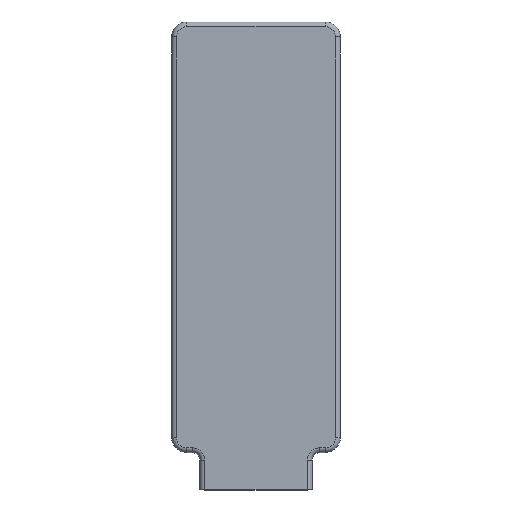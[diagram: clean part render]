
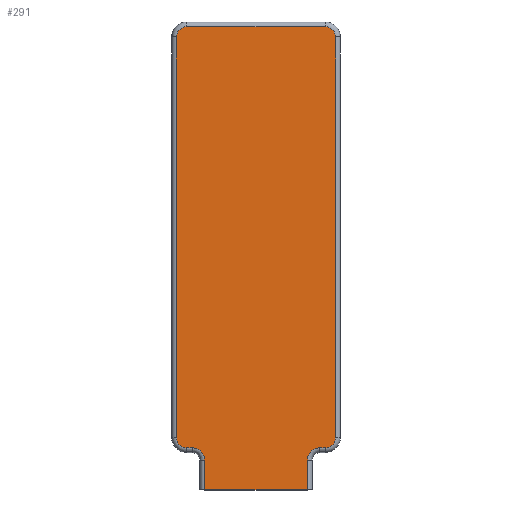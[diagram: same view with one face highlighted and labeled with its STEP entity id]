
A CAD part, top view. The second image highlights one B-rep face of the part: STEP entity #291.
In plain terms, the highlighted planar face has unit normal (0, 0, 1).
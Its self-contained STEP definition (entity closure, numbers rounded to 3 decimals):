
#18=PLANE('',#353);
#40=FACE_OUTER_BOUND('',#56,.T.);
#56=EDGE_LOOP('',(#255,#256,#257,#258,#259,#260,#261,#262,#263,#264,#265,
#266,#267,#268));
#58=LINE('',#465,#74);
#59=LINE('',#476,#75);
#61=LINE('',#488,#77);
#63=LINE('',#500,#79);
#65=LINE('',#512,#81);
#67=LINE('',#524,#83);
#69=LINE('',#536,#85);
#72=LINE('',#541,#88);
#74=VECTOR('',#363,10.);
#75=VECTOR('',#376,10.);
#77=VECTOR('',#390,10.);
#79=VECTOR('',#404,10.);
#81=VECTOR('',#418,10.);
#83=VECTOR('',#432,10.);
#85=VECTOR('',#446,10.);
#88=VECTOR('',#453,10.);
#92=CIRCLE('',#317,3.25);
#96=CIRCLE('',#323,2.75);
#100=CIRCLE('',#329,2.75);
#104=CIRCLE('',#335,2.75);
#108=CIRCLE('',#341,2.75);
#112=CIRCLE('',#347,3.25);
#115=VERTEX_POINT('',#458);
#118=VERTEX_POINT('',#463);
#119=VERTEX_POINT('',#467);
#121=VERTEX_POINT('',#473);
#123=VERTEX_POINT('',#479);
#125=VERTEX_POINT('',#485);
#127=VERTEX_POINT('',#491);
#129=VERTEX_POINT('',#497);
#131=VERTEX_POINT('',#503);
#133=VERTEX_POINT('',#509);
#135=VERTEX_POINT('',#515);
#137=VERTEX_POINT('',#521);
#139=VERTEX_POINT('',#527);
#142=VERTEX_POINT('',#534);
#146=EDGE_CURVE('',#118,#115,#58,.T.);
#148=EDGE_CURVE('',#119,#118,#92,.T.);
#151=EDGE_CURVE('',#121,#119,#59,.T.);
#154=EDGE_CURVE('',#123,#121,#96,.T.);
#157=EDGE_CURVE('',#125,#123,#61,.T.);
#160=EDGE_CURVE('',#127,#125,#100,.T.);
#163=EDGE_CURVE('',#129,#127,#63,.T.);
#166=EDGE_CURVE('',#131,#129,#104,.T.);
#169=EDGE_CURVE('',#133,#131,#65,.T.);
#172=EDGE_CURVE('',#135,#133,#108,.T.);
#175=EDGE_CURVE('',#137,#135,#67,.T.);
#178=EDGE_CURVE('',#139,#137,#112,.T.);
#181=EDGE_CURVE('',#142,#139,#69,.T.);
#184=EDGE_CURVE('',#115,#142,#72,.T.);
#255=ORIENTED_EDGE('',*,*,#181,.F.);
#256=ORIENTED_EDGE('',*,*,#184,.F.);
#257=ORIENTED_EDGE('',*,*,#146,.F.);
#258=ORIENTED_EDGE('',*,*,#148,.F.);
#259=ORIENTED_EDGE('',*,*,#151,.F.);
#260=ORIENTED_EDGE('',*,*,#154,.F.);
#261=ORIENTED_EDGE('',*,*,#157,.F.);
#262=ORIENTED_EDGE('',*,*,#160,.F.);
#263=ORIENTED_EDGE('',*,*,#163,.F.);
#264=ORIENTED_EDGE('',*,*,#166,.F.);
#265=ORIENTED_EDGE('',*,*,#169,.F.);
#266=ORIENTED_EDGE('',*,*,#172,.F.);
#267=ORIENTED_EDGE('',*,*,#175,.F.);
#268=ORIENTED_EDGE('',*,*,#178,.F.);
#291=ADVANCED_FACE('',(#40),#18,.T.);
#317=AXIS2_PLACEMENT_3D('',#470,#368,#369);
#323=AXIS2_PLACEMENT_3D('',#482,#382,#383);
#329=AXIS2_PLACEMENT_3D('',#494,#396,#397);
#335=AXIS2_PLACEMENT_3D('',#506,#410,#411);
#341=AXIS2_PLACEMENT_3D('',#518,#424,#425);
#347=AXIS2_PLACEMENT_3D('',#530,#438,#439);
#353=AXIS2_PLACEMENT_3D('',#542,#454,#455);
#363=DIRECTION('',(0.,-1.,0.));
#368=DIRECTION('center_axis',(0.,0.,1.));
#369=DIRECTION('ref_axis',(-0.707,0.707,0.));
#376=DIRECTION('',(-1.,0.,0.));
#382=DIRECTION('center_axis',(0.,0.,-1.));
#383=DIRECTION('ref_axis',(0.707,-0.707,0.));
#390=DIRECTION('',(0.,-1.,0.));
#396=DIRECTION('center_axis',(0.,0.,-1.));
#397=DIRECTION('ref_axis',(0.707,0.707,0.));
#404=DIRECTION('',(1.,0.,0.));
#410=DIRECTION('center_axis',(0.,0.,-1.));
#411=DIRECTION('ref_axis',(-0.707,0.707,0.));
#418=DIRECTION('',(0.,1.,0.));
#424=DIRECTION('center_axis',(0.,0.,-1.));
#425=DIRECTION('ref_axis',(-0.707,-0.707,0.));
#432=DIRECTION('',(-1.,0.,0.));
#438=DIRECTION('center_axis',(0.,0.,1.));
#439=DIRECTION('ref_axis',(0.707,0.707,0.));
#446=DIRECTION('',(0.,1.,0.));
#453=DIRECTION('',(-1.,0.,0.));
#454=DIRECTION('center_axis',(0.,0.,1.));
#455=DIRECTION('ref_axis',(1.,0.,0.));
#458=CARTESIAN_POINT('',(13.75,-67.5,1.25));
#463=CARTESIAN_POINT('',(13.75,-59.5,1.25));
#465=CARTESIAN_POINT('',(13.75,-31.619,1.25));
#467=CARTESIAN_POINT('',(17.,-56.25,1.25));
#470=CARTESIAN_POINT('Origin',(17.,-59.5,1.25));
#473=CARTESIAN_POINT('',(18.5,-56.25,1.25));
#476=CARTESIAN_POINT('',(9.25,-56.25,1.25));
#479=CARTESIAN_POINT('',(21.25,-53.5,1.25));
#482=CARTESIAN_POINT('Origin',(18.5,-53.5,1.25));
#485=CARTESIAN_POINT('',(21.25,53.5,1.25));
#488=CARTESIAN_POINT('',(21.25,24.881,1.25));
#491=CARTESIAN_POINT('',(18.5,56.25,1.25));
#494=CARTESIAN_POINT('Origin',(18.5,53.5,1.25));
#497=CARTESIAN_POINT('',(-18.5,56.25,1.25));
#500=CARTESIAN_POINT('',(9.25,56.25,1.25));
#503=CARTESIAN_POINT('',(-21.25,53.5,1.25));
#506=CARTESIAN_POINT('Origin',(-18.5,53.5,1.25));
#509=CARTESIAN_POINT('',(-21.25,-53.5,1.25));
#512=CARTESIAN_POINT('',(-21.25,24.488,1.25));
#515=CARTESIAN_POINT('',(-18.5,-56.25,1.25));
#518=CARTESIAN_POINT('Origin',(-18.5,-53.5,1.25));
#521=CARTESIAN_POINT('',(-17.,-56.25,1.25));
#524=CARTESIAN_POINT('',(-8.5,-56.25,1.25));
#527=CARTESIAN_POINT('',(-13.75,-59.5,1.25));
#530=CARTESIAN_POINT('Origin',(-17.,-59.5,1.25));
#534=CARTESIAN_POINT('',(-13.75,-67.5,1.25));
#536=CARTESIAN_POINT('',(-13.75,-35.619,1.25));
#541=CARTESIAN_POINT('',(-15.,-67.5,1.25));
#542=CARTESIAN_POINT('Origin',(0.,-3.738,1.25));
